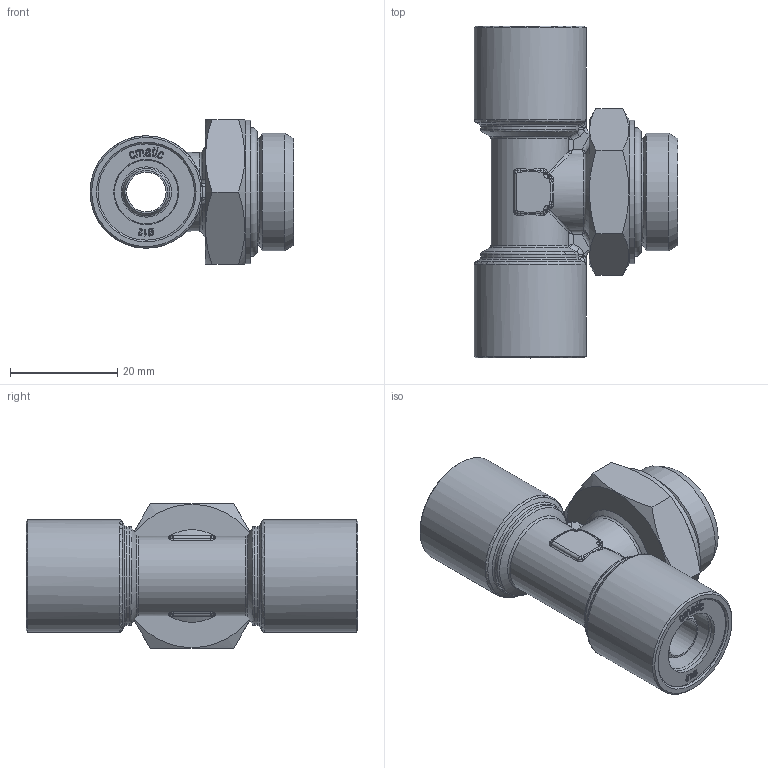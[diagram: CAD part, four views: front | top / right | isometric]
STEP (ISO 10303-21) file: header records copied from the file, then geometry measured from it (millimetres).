
FILE_DESCRIPTION(( 'MAF.21.12.M22X1.5.stp' ), '1');
FILE_NAME( 'MAF.21.12.M22X1.5.stp', '2021-02-19T15:26:33',( 'Sopra'),('sopra-pneumatic.com'), 'SwSTEP 2.0','SolidWorks 2009','' );
FILE_SCHEMA( ( 'CONFIG_CONTROL_DESIGN' ) );
Length unit declared in the file: millimetre
Products named in the file (1): Rivoluzione2
Bounding box: 38.1 x 62 x 27 mm (x, y, z)
Volume: 17694 mm3; surface area: 11917.4 mm2
Topology: 1 solids, 1 shells, 573 faces, 1478 edges, 909 vertices
Faces by surface type: bspline 266, plane 178, cylinder 70, torus 27, cone 18, sphere 14
Full cylindrical faces by diameter (mm): 7.4 x2, 8.5 x2, 8.8 x2, 10 x1, 12.15 x4, 15 x1, 18 x2, 19.9 x1, 21 x2, 22 x1, 26.8 x1
Entity records: 27320 total; most frequent: CARTESIAN_POINT 15664, ORIENTED_EDGE 2800, DIRECTION 1680, EDGE_CURVE 1400, VERTEX_POINT 902, EDGE_LOOP 649, FACE_OUTER_BOUND 597, B_SPLINE_CURVE_WITH_KNOTS 582
